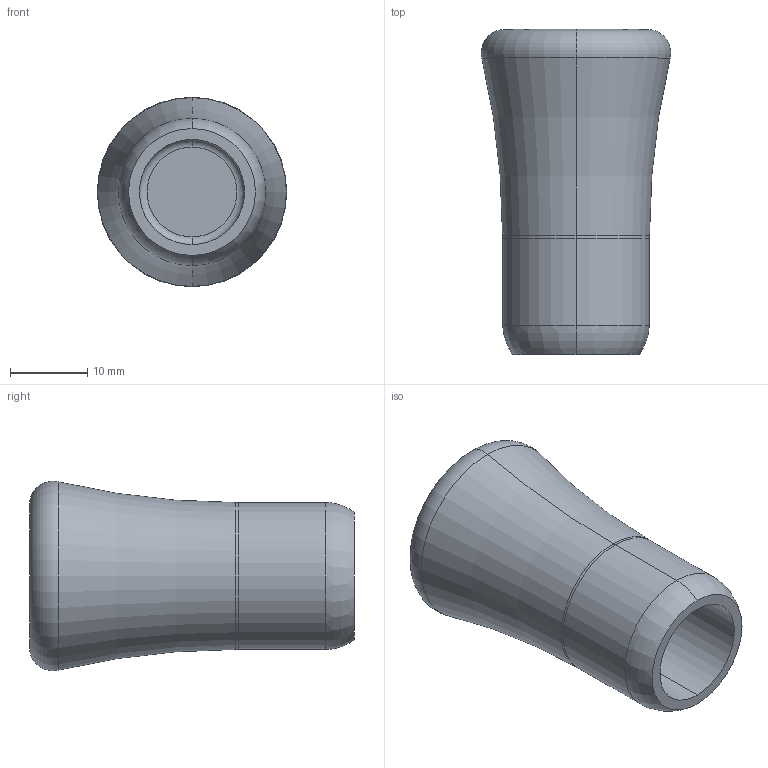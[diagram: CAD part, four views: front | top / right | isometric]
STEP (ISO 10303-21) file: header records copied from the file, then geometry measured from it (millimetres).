
FILE_DESCRIPTION (( 'STEP AP203' ), '1' );
FILE_NAME ('C-30-MC-14.STEP', '2019-03-04T06:52:10', ( '' ), ( '' ), 'SwSTEP 2.0', 'SolidWorks 2014', '' );
FILE_SCHEMA (( 'CONFIG_CONTROL_DESIGN' ));
Length unit declared in the file: millimetre
Products named in the file (1): C-30-MC-14
Bounding box: 24.49 x 42 x 24.49 mm (x, y, z)
Volume: 7883.7 mm3; surface area: 4989.4 mm2
Topology: 1 solids, 1 shells, 17 faces, 32 edges, 18 vertices
Faces by surface type: torus 10, cylinder 4, plane 3
Entity records: 511 total; most frequent: DIRECTION 96, CARTESIAN_POINT 68, ORIENTED_EDGE 64, AXIS2_PLACEMENT_3D 46, EDGE_CURVE 32, CIRCLE 28, VERTEX_POINT 18, EDGE_LOOP 18
